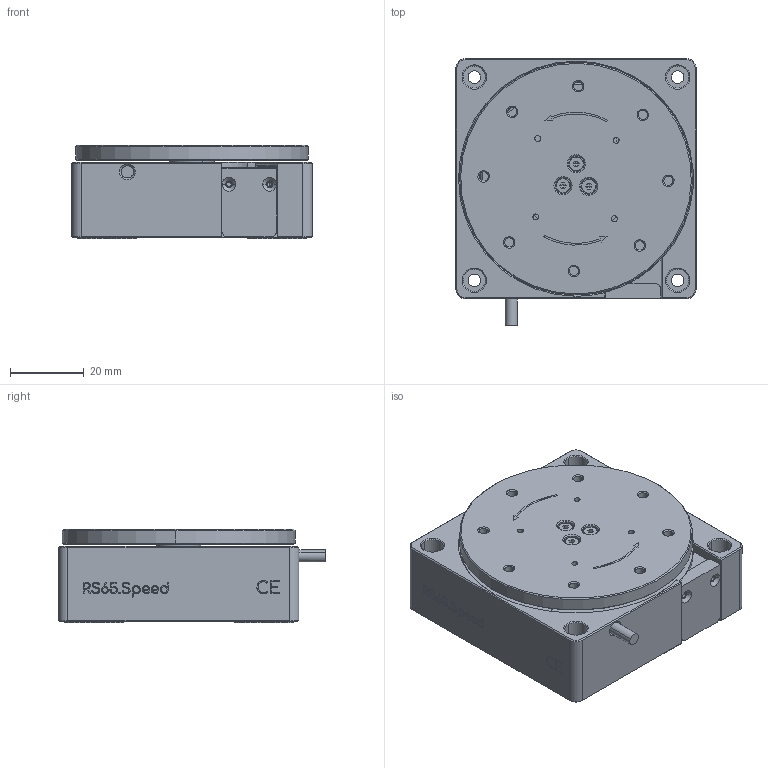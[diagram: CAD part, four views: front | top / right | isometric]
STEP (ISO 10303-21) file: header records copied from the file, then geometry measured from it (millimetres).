
FILE_DESCRIPTION (( 'STEP AP203' ), '1' );
FILE_NAME ('RS65.Speed.STEP', '2025-08-12T02:43:43', ( '' ), ( '' ), 'SwSTEP 2.0', 'SolidWorks 2020', '' );
FILE_SCHEMA (( 'CONFIG_CONTROL_DESIGN' ));
Length unit declared in the file: millimetre
Products named in the file (1): RS65.Speed
Bounding box: 65 x 72.21 x 25.18 mm (x, y, z)
Volume: 92268.8 mm3; surface area: 30371.5 mm2
Topology: 2 solids, 10 shells, 1310 faces, 3368 edges, 2145 vertices
Faces by surface type: bspline 440, plane 411, cylinder 237, cone 196, torus 26
Entity records: 57917 total; most frequent: CARTESIAN_POINT 28756, ORIENTED_EDGE 6656, DIRECTION 4826, EDGE_CURVE 3328, VERTEX_POINT 2145, LINE 1624, VECTOR 1624, AXIS2_PLACEMENT_3D 1601
